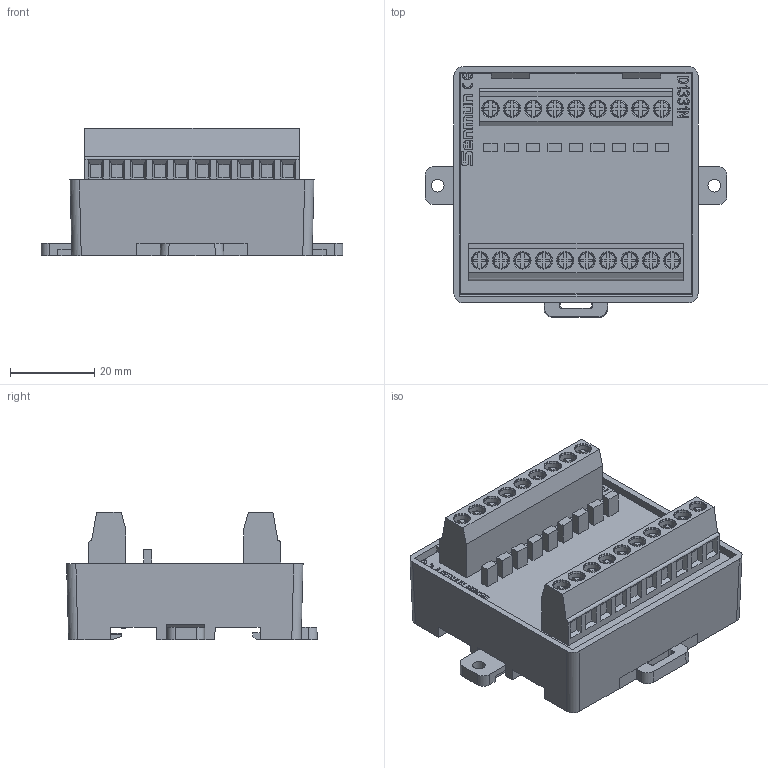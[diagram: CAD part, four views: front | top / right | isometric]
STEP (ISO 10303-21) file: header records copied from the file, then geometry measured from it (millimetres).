
FILE_DESCRIPTION(/* description */ (''),/* implementation_level */ '2;1');
FILE_NAME(/* name */ '432.stp',/* time_stamp */ '2024-08-16T11:41:35+08:00',/* author */ (''),/* organization */ (''),/* preprocessor_version */ 'ST-DEVELOPER v14',/* originating_system */ 'SIEMENS PLM Software NX 8.0',/* authorisation */ '');
FILE_SCHEMA (('AUTOMOTIVE_DESIGN { 1 0 10303 214 3 1 1 1 }'));
Length unit declared in the file: millimetre
Products named in the file (1): Admi3260DBFCabsi
Bounding box: 71.6 x 59.51 x 30.25 mm (x, y, z)
Volume: 58492.7 mm3; surface area: 18300.2 mm2
Topology: 3 solids, 3 shells, 935 faces, 2459 edges, 1623 vertices
Faces by surface type: plane 739, cylinder 81, torus 57, cone 42, extrusion 14, bspline 2
Full cylindrical faces by diameter (mm): 3 x2, 4.1 x38
Entity records: 31085 total; most frequent: CARTESIAN_POINT 7314, ORIENTED_EDGE 4778, DIRECTION 4201, EDGE_CURVE 2389, VECTOR 1877, LINE 1863, VERTEX_POINT 1612, AXIS2_PLACEMENT_3D 1162
